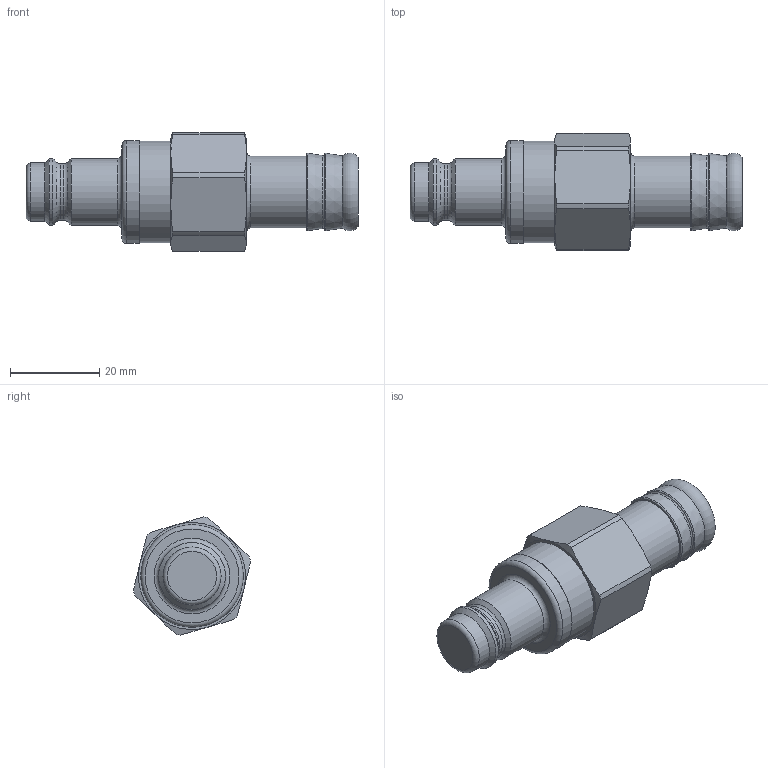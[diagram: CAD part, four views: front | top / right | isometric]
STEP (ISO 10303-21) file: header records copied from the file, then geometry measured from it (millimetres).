
FILE_DESCRIPTION((''),'2;1');
FILE_NAME('27sbtf16rvx.stp','2012-11-28T11:23:42',('IA176480'),(''),'Autodesk Inventor 2011','Autodesk Inventor 2011','');
FILE_SCHEMA(('AUTOMOTIVE_DESIGN { 1 0 10303 214 1 1 1 1 }'));
Length unit declared in the file: millimetre
Products named in the file (1): D105157
Bounding box: 74.4 x 26.28 x 26.53 mm (x, y, z)
Volume: 20286.2 mm3; surface area: 7529 mm2
Topology: 1 solids, 3 shells, 70 faces, 148 edges, 88 vertices
Faces by surface type: cone 24, cylinder 20, plane 16, torus 9, bspline 1
Full cylindrical faces by diameter (mm): 12.65 x1, 13 x1, 14.15 x1, 15 x2, 16.1 x1, 18 x1, 18.5 x2, 19 x2, 20.3 x1, 22.75 x1, 23 x1
Entity records: 1807 total; most frequent: CARTESIAN_POINT 420, DIRECTION 286, ORIENTED_EDGE 210, AXIS2_PLACEMENT_3D 137, EDGE_LOOP 113, EDGE_CURVE 105, VERTEX_POINT 80, FACE_OUTER_BOUND 70
